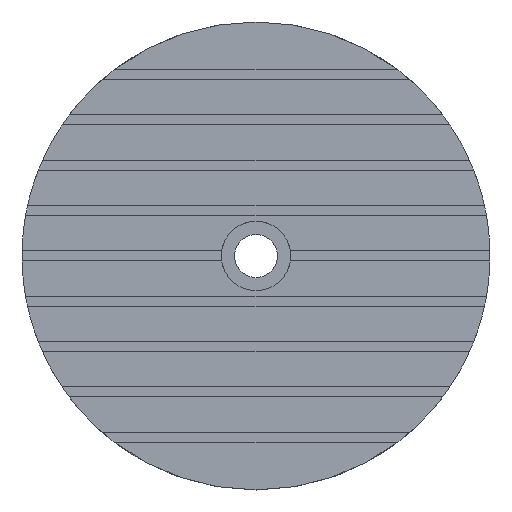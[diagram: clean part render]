
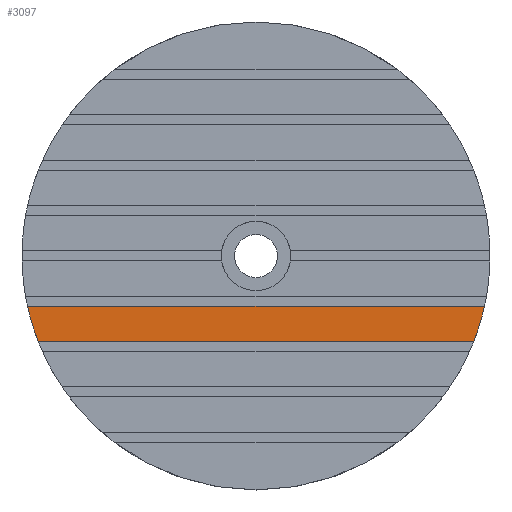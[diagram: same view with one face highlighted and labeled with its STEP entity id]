
A CAD part, top view. The second image highlights one B-rep face of the part: STEP entity #3097.
In plain terms, the highlighted planar face has unit normal (0, 0, 1).
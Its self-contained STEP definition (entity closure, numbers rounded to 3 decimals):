
#32 = CYLINDRICAL_SURFACE('',#33,325.1);
#33 = AXIS2_PLACEMENT_3D('',#34,#35,#36);
#34 = CARTESIAN_POINT('',(-1.,-1.,-663.65));
#35 = DIRECTION('',(0.,0.,1.));
#36 = DIRECTION('',(0.,1.,0.));
#44 = CYLINDRICAL_SURFACE('',#45,325.1);
#45 = AXIS2_PLACEMENT_3D('',#46,#47,#48);
#46 = CARTESIAN_POINT('',(-1.,-1.,-663.65));
#47 = DIRECTION('',(0.,0.,1.));
#48 = DIRECTION('',(0.,1.,0.));
#777 = VERTEX_POINT('',#778);
#778 = CARTESIAN_POINT('',(-303.518,-120.05,-492.5));
#792 = PLANE('',#793);
#793 = AXIS2_PLACEMENT_3D('',#794,#795,#796);
#794 = CARTESIAN_POINT('',(-391.008,-120.05,-492.5));
#795 = DIRECTION('',(0.,1.,0.));
#796 = DIRECTION('',(0.,0.,1.));
#804 = EDGE_CURVE('',#777,#805,#807,.T.);
#805 = VERTEX_POINT('',#806);
#806 = CARTESIAN_POINT('',(-318.485,-70.95,-492.5));
#807 = SURFACE_CURVE('',#808,(#813,#820),.PCURVE_S1.);
#808 = CIRCLE('',#809,325.1);
#809 = AXIS2_PLACEMENT_3D('',#810,#811,#812);
#810 = CARTESIAN_POINT('',(-1.,-1.,-492.5));
#811 = DIRECTION('',(0.,0.,-1.));
#812 = DIRECTION('',(1.,0.,0.));
#813 = PCURVE('',#32,#814);
#814 = DEFINITIONAL_REPRESENTATION('',(#815),#819);
#815 = LINE('',#816,#817);
#816 = CARTESIAN_POINT('',(4.712,171.15));
#817 = VECTOR('',#818,1.);
#818 = DIRECTION('',(-1.,0.));
#819 = ( GEOMETRIC_REPRESENTATION_CONTEXT(2) 
PARAMETRIC_REPRESENTATION_CONTEXT() REPRESENTATION_CONTEXT('2D SPACE',''
  ) );
#820 = PCURVE('',#821,#826);
#821 = PLANE('',#822);
#822 = AXIS2_PLACEMENT_3D('',#823,#824,#825);
#823 = CARTESIAN_POINT('',(-1.,-1.,-492.5));
#824 = DIRECTION('',(0.,0.,1.));
#825 = DIRECTION('',(0.,1.,0.));
#826 = DEFINITIONAL_REPRESENTATION('',(#827),#835);
#827 = ( BOUNDED_CURVE() B_SPLINE_CURVE(2,(#828,#829,#830,#831,#832,#833
,#834),.UNSPECIFIED.,.T.,.F.) B_SPLINE_CURVE_WITH_KNOTS((1,2,2,2,2,1),(
    -2.094,0.,2.094,4.189,6.283,
8.378),.UNSPECIFIED.) CURVE() GEOMETRIC_REPRESENTATION_ITEM() 
RATIONAL_B_SPLINE_CURVE((1.,0.5,1.,0.5,1.,0.5,1.)) REPRESENTATION_ITEM(
  '') );
#828 = CARTESIAN_POINT('',(0.,-325.1));
#829 = CARTESIAN_POINT('',(-563.09,-325.1));
#830 = CARTESIAN_POINT('',(-281.545,162.55));
#831 = CARTESIAN_POINT('',(0.,650.2));
#832 = CARTESIAN_POINT('',(281.545,162.55));
#833 = CARTESIAN_POINT('',(563.09,-325.1));
#834 = CARTESIAN_POINT('',(0.,-325.1));
#835 = ( GEOMETRIC_REPRESENTATION_CONTEXT(2) 
PARAMETRIC_REPRESENTATION_CONTEXT() REPRESENTATION_CONTEXT('2D SPACE',''
  ) );
#853 = PLANE('',#854);
#854 = AXIS2_PLACEMENT_3D('',#855,#856,#857);
#855 = CARTESIAN_POINT('',(-391.008,-70.95,-508.5));
#856 = DIRECTION('',(0.,-1.,0.));
#857 = DIRECTION('',(0.,0.,-1.));
#3054 = VERTEX_POINT('',#3055);
#3055 = CARTESIAN_POINT('',(301.518,-120.05,-492.5));
#3076 = EDGE_CURVE('',#3054,#777,#3077,.T.);
#3077 = SURFACE_CURVE('',#3078,(#3082,#3089),.PCURVE_S1.);
#3078 = LINE('',#3079,#3080);
#3079 = CARTESIAN_POINT('',(-1.,-120.05,-492.5));
#3080 = VECTOR('',#3081,1.);
#3081 = DIRECTION('',(-1.,0.,0.));
#3082 = PCURVE('',#792,#3083);
#3083 = DEFINITIONAL_REPRESENTATION('',(#3084),#3088);
#3084 = LINE('',#3085,#3086);
#3085 = CARTESIAN_POINT('',(0.,390.008));
#3086 = VECTOR('',#3087,1.);
#3087 = DIRECTION('',(0.,-1.));
#3088 = ( GEOMETRIC_REPRESENTATION_CONTEXT(2) 
PARAMETRIC_REPRESENTATION_CONTEXT() REPRESENTATION_CONTEXT('2D SPACE',''
  ) );
#3089 = PCURVE('',#821,#3090);
#3090 = DEFINITIONAL_REPRESENTATION('',(#3091),#3095);
#3091 = LINE('',#3092,#3093);
#3092 = CARTESIAN_POINT('',(-119.05,0.));
#3093 = VECTOR('',#3094,1.);
#3094 = DIRECTION('',(0.,1.));
#3095 = ( GEOMETRIC_REPRESENTATION_CONTEXT(2) 
PARAMETRIC_REPRESENTATION_CONTEXT() REPRESENTATION_CONTEXT('2D SPACE',''
  ) );
#3097 = ADVANCED_FACE('',(#3098),#821,.T.);
#3098 = FACE_BOUND('',#3099,.T.);
#3099 = EDGE_LOOP('',(#3100,#3128,#3149,#3150));
#3100 = ORIENTED_EDGE('',*,*,#3101,.F.);
#3101 = EDGE_CURVE('',#3102,#3054,#3104,.T.);
#3102 = VERTEX_POINT('',#3103);
#3103 = CARTESIAN_POINT('',(316.485,-70.95,-492.5));
#3104 = SURFACE_CURVE('',#3105,(#3110,#3121),.PCURVE_S1.);
#3105 = CIRCLE('',#3106,325.1);
#3106 = AXIS2_PLACEMENT_3D('',#3107,#3108,#3109);
#3107 = CARTESIAN_POINT('',(-1.,-1.,-492.5));
#3108 = DIRECTION('',(0.,0.,-1.));
#3109 = DIRECTION('',(1.,0.,0.));
#3110 = PCURVE('',#821,#3111);
#3111 = DEFINITIONAL_REPRESENTATION('',(#3112),#3120);
#3112 = ( BOUNDED_CURVE() B_SPLINE_CURVE(2,(#3113,#3114,#3115,#3116,
#3117,#3118,#3119),.UNSPECIFIED.,.T.,.F.) B_SPLINE_CURVE_WITH_KNOTS((1,2
    ,2,2,2,1),(-2.094,0.,2.094,4.189,
6.283,8.378),.UNSPECIFIED.) CURVE() 
GEOMETRIC_REPRESENTATION_ITEM() RATIONAL_B_SPLINE_CURVE((1.,0.5,1.,0.5,
1.,0.5,1.)) REPRESENTATION_ITEM('') );
#3113 = CARTESIAN_POINT('',(0.,-325.1));
#3114 = CARTESIAN_POINT('',(-563.09,-325.1));
#3115 = CARTESIAN_POINT('',(-281.545,162.55));
#3116 = CARTESIAN_POINT('',(0.,650.2));
#3117 = CARTESIAN_POINT('',(281.545,162.55));
#3118 = CARTESIAN_POINT('',(563.09,-325.1));
#3119 = CARTESIAN_POINT('',(0.,-325.1));
#3120 = ( GEOMETRIC_REPRESENTATION_CONTEXT(2) 
PARAMETRIC_REPRESENTATION_CONTEXT() REPRESENTATION_CONTEXT('2D SPACE',''
  ) );
#3121 = PCURVE('',#44,#3122);
#3122 = DEFINITIONAL_REPRESENTATION('',(#3123),#3127);
#3123 = LINE('',#3124,#3125);
#3124 = CARTESIAN_POINT('',(4.712,171.15));
#3125 = VECTOR('',#3126,1.);
#3126 = DIRECTION('',(-1.,0.));
#3127 = ( GEOMETRIC_REPRESENTATION_CONTEXT(2) 
PARAMETRIC_REPRESENTATION_CONTEXT() REPRESENTATION_CONTEXT('2D SPACE',''
  ) );
#3128 = ORIENTED_EDGE('',*,*,#3129,.T.);
#3129 = EDGE_CURVE('',#3102,#805,#3130,.T.);
#3130 = SURFACE_CURVE('',#3131,(#3135,#3142),.PCURVE_S1.);
#3131 = LINE('',#3132,#3133);
#3132 = CARTESIAN_POINT('',(-391.008,-70.95,-492.5));
#3133 = VECTOR('',#3134,1.);
#3134 = DIRECTION('',(-1.,0.,0.));
#3135 = PCURVE('',#821,#3136);
#3136 = DEFINITIONAL_REPRESENTATION('',(#3137),#3141);
#3137 = LINE('',#3138,#3139);
#3138 = CARTESIAN_POINT('',(-69.95,390.008));
#3139 = VECTOR('',#3140,1.);
#3140 = DIRECTION('',(0.,1.));
#3141 = ( GEOMETRIC_REPRESENTATION_CONTEXT(2) 
PARAMETRIC_REPRESENTATION_CONTEXT() REPRESENTATION_CONTEXT('2D SPACE',''
  ) );
#3142 = PCURVE('',#853,#3143);
#3143 = DEFINITIONAL_REPRESENTATION('',(#3144),#3148);
#3144 = LINE('',#3145,#3146);
#3145 = CARTESIAN_POINT('',(-16.,0.));
#3146 = VECTOR('',#3147,1.);
#3147 = DIRECTION('',(0.,-1.));
#3148 = ( GEOMETRIC_REPRESENTATION_CONTEXT(2) 
PARAMETRIC_REPRESENTATION_CONTEXT() REPRESENTATION_CONTEXT('2D SPACE',''
  ) );
#3149 = ORIENTED_EDGE('',*,*,#804,.F.);
#3150 = ORIENTED_EDGE('',*,*,#3076,.F.);
